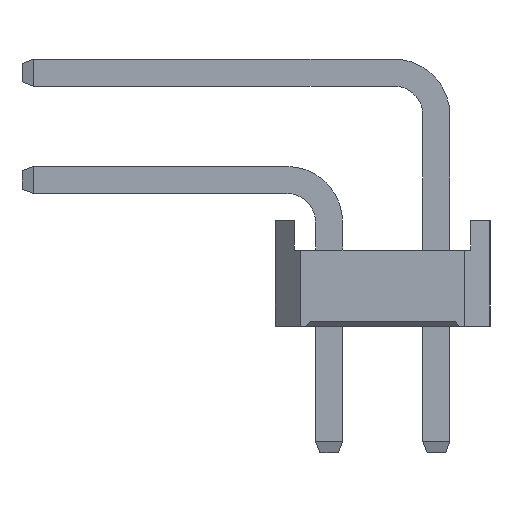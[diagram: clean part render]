
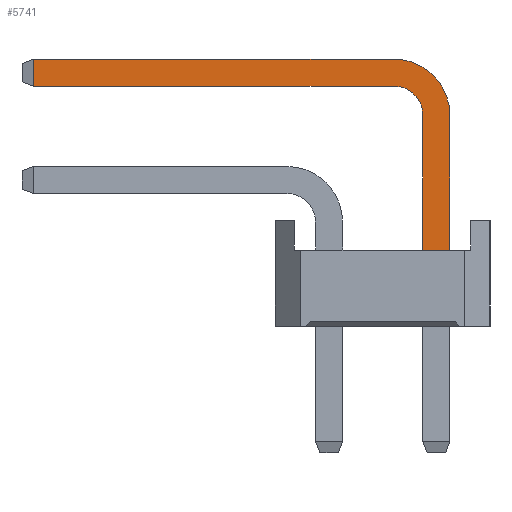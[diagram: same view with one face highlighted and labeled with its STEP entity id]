
A CAD part, left-side view. The second image highlights one B-rep face of the part: STEP entity #5741.
In plain terms, the highlighted planar face has unit normal (-1, 0, 0).
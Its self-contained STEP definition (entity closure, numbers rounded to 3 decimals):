
#5741=ADVANCED_FACE('',(#18604),#18606,.T.);
#18604=FACE_BOUND('',#18605,.T.);
#18605=EDGE_LOOP('',(#28755,#28756,#28757,#28758,#28759,#28760,#28761,#28762));
#18606=PLANE('',#18607);
#18607=AXIS2_PLACEMENT_3D('',#18608,#18609,#18610);
#18608=CARTESIAN_POINT('',(-0.32,-2.22,-3.));
#18609=DIRECTION('',(-1.,0.,0.));
#18610=DIRECTION('',(0.,-1.,0.));
#28755=ORIENTED_EDGE('',*,*,#34962,.F.);
#28756=ORIENTED_EDGE('',*,*,#34963,.F.);
#28757=ORIENTED_EDGE('',*,*,#34964,.F.);
#28758=ORIENTED_EDGE('',*,*,#34965,.F.);
#28759=ORIENTED_EDGE('',*,*,#33333,.T.);
#28760=ORIENTED_EDGE('',*,*,#34961,.T.);
#28761=ORIENTED_EDGE('',*,*,#34966,.T.);
#28762=ORIENTED_EDGE('',*,*,#34967,.T.);
#33333=EDGE_CURVE('',#37886,#37884,#37887,.T.);
#34961=EDGE_CURVE('',#37884,#40456,#40458,.T.);
#34962=EDGE_CURVE('',#40459,#40460,#40461,.T.);
#34963=EDGE_CURVE('',#40462,#40459,#40463,.T.);
#34964=EDGE_CURVE('',#40464,#40462,#40465,.T.);
#34965=EDGE_CURVE('',#37886,#40464,#40466,.T.);
#34966=EDGE_CURVE('',#40456,#40467,#40468,.T.);
#34967=EDGE_CURVE('',#40467,#40460,#40469,.T.);
#37884=VERTEX_POINT('',#45576);
#37886=VERTEX_POINT('',#45580);
#37887=LINE('',#45581,#45582);
#40456=VERTEX_POINT('',#51510);
#40458=LINE('',#51514,#51515);
#40459=VERTEX_POINT('',#51517);
#40460=VERTEX_POINT('',#51518);
#40461=LINE('',#51519,#51520);
#40462=VERTEX_POINT('',#51522);
#40463=LINE('',#51523,#51524);
#40464=VERTEX_POINT('',#51526);
#40465=CIRCLE('',#51527,0.68);
#40466=LINE('',#51531,#51532);
#40467=VERTEX_POINT('',#51534);
#40468=CIRCLE('',#51535,1.32);
#40469=LINE('',#51539,#51540);
#45576=CARTESIAN_POINT('',(-0.32,-2.86,1.8));
#45580=CARTESIAN_POINT('',(-0.32,-2.22,1.8));
#45581=CARTESIAN_POINT('',(-0.32,-2.22,1.8));
#45582=VECTOR('',#45583,1.);
#45583=DIRECTION('',(0.,-1.,0.));
#51510=CARTESIAN_POINT('',(-0.32,-2.86,5.));
#51514=CARTESIAN_POINT('',(-0.32,-2.86,1.8));
#51515=VECTOR('',#51516,1.);
#51516=DIRECTION('',(0.,0.,1.));
#51517=CARTESIAN_POINT('',(-0.32,6.995,5.68));
#51518=CARTESIAN_POINT('',(-0.32,6.995,6.32));
#51519=CARTESIAN_POINT('',(-0.32,6.995,5.68));
#51520=VECTOR('',#51521,1.);
#51521=DIRECTION('',(0.,0.,1.));
#51522=CARTESIAN_POINT('',(-0.32,-1.54,5.68));
#51523=CARTESIAN_POINT('',(-0.32,-1.54,5.68));
#51524=VECTOR('',#51525,1.);
#51525=DIRECTION('',(0.,1.,0.));
#51526=CARTESIAN_POINT('',(-0.32,-2.22,5.));
#51527=AXIS2_PLACEMENT_3D('',#51528,#51529,#51530);
#51528=CARTESIAN_POINT('',(-0.32,-1.54,5.));
#51529=DIRECTION('',(-1.,-0.,0.));
#51530=DIRECTION('',(0.,-1.,0.));
#51531=CARTESIAN_POINT('',(-0.32,-2.22,1.8));
#51532=VECTOR('',#51533,1.);
#51533=DIRECTION('',(0.,0.,1.));
#51534=CARTESIAN_POINT('',(-0.32,-1.54,6.32));
#51535=AXIS2_PLACEMENT_3D('',#51536,#51537,#51538);
#51536=CARTESIAN_POINT('',(-0.32,-1.54,5.));
#51537=DIRECTION('',(-1.,-0.,0.));
#51538=DIRECTION('',(0.,-1.,0.));
#51539=CARTESIAN_POINT('',(-0.32,-1.54,6.32));
#51540=VECTOR('',#51541,1.);
#51541=DIRECTION('',(0.,1.,0.));
